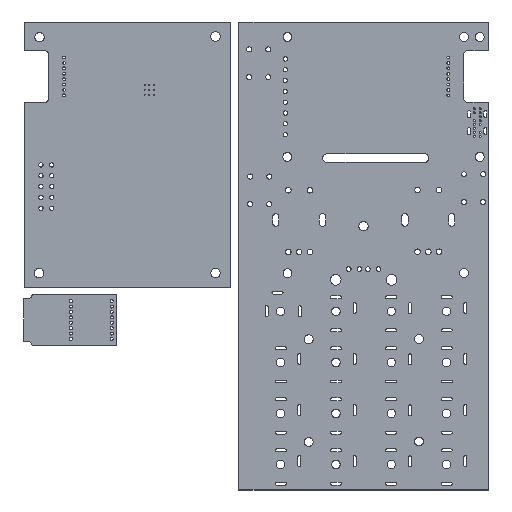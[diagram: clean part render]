
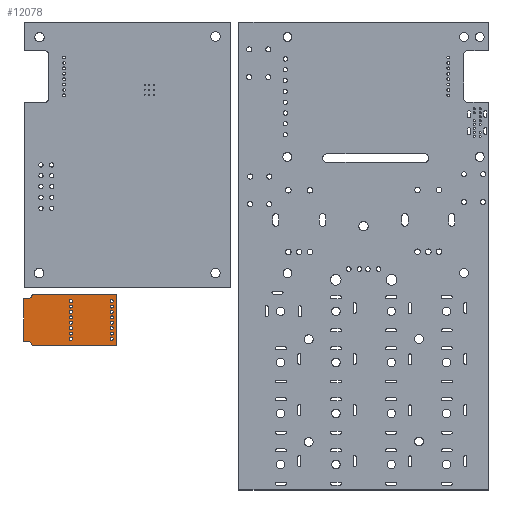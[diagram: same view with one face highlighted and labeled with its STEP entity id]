
A CAD part, top view. The second image highlights one B-rep face of the part: STEP entity #12078.
In plain terms, the highlighted planar face has unit normal (0, 0, 1).
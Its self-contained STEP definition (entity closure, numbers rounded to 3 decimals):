
#11755 = VERTEX_POINT('',#11756);
#11756 = CARTESIAN_POINT('',(48.3,-128.1,1.51));
#11762 = EDGE_CURVE('',#11755,#11763,#11765,.T.);
#11763 = VERTEX_POINT('',#11764);
#11764 = CARTESIAN_POINT('',(28.4,-128.1,1.51));
#11765 = LINE('',#11766,#11767);
#11766 = CARTESIAN_POINT('',(48.3,-128.1,1.51));
#11767 = VECTOR('',#11768,1.);
#11768 = DIRECTION('',(-1.,0.,0.));
#11795 = VERTEX_POINT('',#11796);
#11796 = CARTESIAN_POINT('',(48.3,-116.,1.51));
#11802 = EDGE_CURVE('',#11795,#11755,#11803,.T.);
#11803 = LINE('',#11804,#11805);
#11804 = CARTESIAN_POINT('',(48.3,-116.,1.51));
#11805 = VECTOR('',#11806,1.);
#11806 = DIRECTION('',(0.,-1.,0.));
#11824 = EDGE_CURVE('',#11763,#11825,#11827,.T.);
#11825 = VERTEX_POINT('',#11826);
#11826 = CARTESIAN_POINT('',(27.4,-127.1,1.51));
#11827 = CIRCLE('',#11828,1.);
#11828 = AXIS2_PLACEMENT_3D('',#11829,#11830,#11831);
#11829 = CARTESIAN_POINT('',(27.4,-128.1,1.51));
#11830 = DIRECTION('',(0.,0.,1.));
#11831 = DIRECTION('',(1.,0.,0.));
#12078 = ADVANCED_FACE('',(#12079,#12123,#12134,#12145,#12156,#12167,
    #12178,#12189,#12200,#12211,#12222,#12233,#12244,#12255,#12266,
    #12277,#12288),#12299,.T.);
#12079 = FACE_BOUND('',#12080,.T.);
#12080 = EDGE_LOOP('',(#12081,#12082,#12083,#12091,#12100,#12108,#12116,
    #12122));
#12081 = ORIENTED_EDGE('',*,*,#11762,.F.);
#12082 = ORIENTED_EDGE('',*,*,#11802,.F.);
#12083 = ORIENTED_EDGE('',*,*,#12084,.F.);
#12084 = EDGE_CURVE('',#12085,#11795,#12087,.T.);
#12085 = VERTEX_POINT('',#12086);
#12086 = CARTESIAN_POINT('',(28.4,-116.,1.51));
#12087 = LINE('',#12088,#12089);
#12088 = CARTESIAN_POINT('',(28.4,-116.,1.51));
#12089 = VECTOR('',#12090,1.);
#12090 = DIRECTION('',(1.,0.,0.));
#12091 = ORIENTED_EDGE('',*,*,#12092,.F.);
#12092 = EDGE_CURVE('',#12093,#12085,#12095,.T.);
#12093 = VERTEX_POINT('',#12094);
#12094 = CARTESIAN_POINT('',(27.4,-117.,1.51));
#12095 = CIRCLE('',#12096,1.);
#12096 = AXIS2_PLACEMENT_3D('',#12097,#12098,#12099);
#12097 = CARTESIAN_POINT('',(27.4,-116.,1.51));
#12098 = DIRECTION('',(0.,0.,1.));
#12099 = DIRECTION('',(0.,-1.,0.));
#12100 = ORIENTED_EDGE('',*,*,#12101,.F.);
#12101 = EDGE_CURVE('',#12102,#12093,#12104,.T.);
#12102 = VERTEX_POINT('',#12103);
#12103 = CARTESIAN_POINT('',(26.4,-117.,1.51));
#12104 = LINE('',#12105,#12106);
#12105 = CARTESIAN_POINT('',(26.4,-117.,1.51));
#12106 = VECTOR('',#12107,1.);
#12107 = DIRECTION('',(1.,0.,0.));
#12108 = ORIENTED_EDGE('',*,*,#12109,.F.);
#12109 = EDGE_CURVE('',#12110,#12102,#12112,.T.);
#12110 = VERTEX_POINT('',#12111);
#12111 = CARTESIAN_POINT('',(26.4,-127.1,1.51));
#12112 = LINE('',#12113,#12114);
#12113 = CARTESIAN_POINT('',(26.4,-127.1,1.51));
#12114 = VECTOR('',#12115,1.);
#12115 = DIRECTION('',(0.,1.,0.));
#12116 = ORIENTED_EDGE('',*,*,#12117,.F.);
#12117 = EDGE_CURVE('',#11825,#12110,#12118,.T.);
#12118 = LINE('',#12119,#12120);
#12119 = CARTESIAN_POINT('',(27.4,-127.1,1.51));
#12120 = VECTOR('',#12121,1.);
#12121 = DIRECTION('',(-1.,0.,0.));
#12122 = ORIENTED_EDGE('',*,*,#11824,.F.);
#12123 = FACE_BOUND('',#12124,.T.);
#12124 = EDGE_LOOP('',(#12125));
#12125 = ORIENTED_EDGE('',*,*,#12126,.T.);
#12126 = EDGE_CURVE('',#12127,#12127,#12129,.T.);
#12127 = VERTEX_POINT('',#12128);
#12128 = CARTESIAN_POINT('',(37.5,-126.845,1.51));
#12129 = CIRCLE('',#12130,0.35);
#12130 = AXIS2_PLACEMENT_3D('',#12131,#12132,#12133);
#12131 = CARTESIAN_POINT('',(37.5,-126.495,1.51));
#12132 = DIRECTION('',(-0.,0.,-1.));
#12133 = DIRECTION('',(-0.,-1.,0.));
#12134 = FACE_BOUND('',#12135,.T.);
#12135 = EDGE_LOOP('',(#12136));
#12136 = ORIENTED_EDGE('',*,*,#12137,.T.);
#12137 = EDGE_CURVE('',#12138,#12138,#12140,.T.);
#12138 = VERTEX_POINT('',#12139);
#12139 = CARTESIAN_POINT('',(37.5,-125.575,1.51));
#12140 = CIRCLE('',#12141,0.35);
#12141 = AXIS2_PLACEMENT_3D('',#12142,#12143,#12144);
#12142 = CARTESIAN_POINT('',(37.5,-125.225,1.51));
#12143 = DIRECTION('',(-0.,0.,-1.));
#12144 = DIRECTION('',(-0.,-1.,0.));
#12145 = FACE_BOUND('',#12146,.T.);
#12146 = EDGE_LOOP('',(#12147));
#12147 = ORIENTED_EDGE('',*,*,#12148,.T.);
#12148 = EDGE_CURVE('',#12149,#12149,#12151,.T.);
#12149 = VERTEX_POINT('',#12150);
#12150 = CARTESIAN_POINT('',(37.5,-124.305,1.51));
#12151 = CIRCLE('',#12152,0.35);
#12152 = AXIS2_PLACEMENT_3D('',#12153,#12154,#12155);
#12153 = CARTESIAN_POINT('',(37.5,-123.955,1.51));
#12154 = DIRECTION('',(-0.,0.,-1.));
#12155 = DIRECTION('',(-0.,-1.,0.));
#12156 = FACE_BOUND('',#12157,.T.);
#12157 = EDGE_LOOP('',(#12158));
#12158 = ORIENTED_EDGE('',*,*,#12159,.T.);
#12159 = EDGE_CURVE('',#12160,#12160,#12162,.T.);
#12160 = VERTEX_POINT('',#12161);
#12161 = CARTESIAN_POINT('',(37.5,-123.035,1.51));
#12162 = CIRCLE('',#12163,0.35);
#12163 = AXIS2_PLACEMENT_3D('',#12164,#12165,#12166);
#12164 = CARTESIAN_POINT('',(37.5,-122.685,1.51));
#12165 = DIRECTION('',(-0.,0.,-1.));
#12166 = DIRECTION('',(-0.,-1.,0.));
#12167 = FACE_BOUND('',#12168,.T.);
#12168 = EDGE_LOOP('',(#12169));
#12169 = ORIENTED_EDGE('',*,*,#12170,.T.);
#12170 = EDGE_CURVE('',#12171,#12171,#12173,.T.);
#12171 = VERTEX_POINT('',#12172);
#12172 = CARTESIAN_POINT('',(47.1,-126.845,1.51));
#12173 = CIRCLE('',#12174,0.35);
#12174 = AXIS2_PLACEMENT_3D('',#12175,#12176,#12177);
#12175 = CARTESIAN_POINT('',(47.1,-126.495,1.51));
#12176 = DIRECTION('',(-0.,0.,-1.));
#12177 = DIRECTION('',(0.,-1.,-0.));
#12178 = FACE_BOUND('',#12179,.T.);
#12179 = EDGE_LOOP('',(#12180));
#12180 = ORIENTED_EDGE('',*,*,#12181,.T.);
#12181 = EDGE_CURVE('',#12182,#12182,#12184,.T.);
#12182 = VERTEX_POINT('',#12183);
#12183 = CARTESIAN_POINT('',(47.1,-125.575,1.51));
#12184 = CIRCLE('',#12185,0.35);
#12185 = AXIS2_PLACEMENT_3D('',#12186,#12187,#12188);
#12186 = CARTESIAN_POINT('',(47.1,-125.225,1.51));
#12187 = DIRECTION('',(-0.,0.,-1.));
#12188 = DIRECTION('',(0.,-1.,-0.));
#12189 = FACE_BOUND('',#12190,.T.);
#12190 = EDGE_LOOP('',(#12191));
#12191 = ORIENTED_EDGE('',*,*,#12192,.T.);
#12192 = EDGE_CURVE('',#12193,#12193,#12195,.T.);
#12193 = VERTEX_POINT('',#12194);
#12194 = CARTESIAN_POINT('',(47.1,-124.305,1.51));
#12195 = CIRCLE('',#12196,0.35);
#12196 = AXIS2_PLACEMENT_3D('',#12197,#12198,#12199);
#12197 = CARTESIAN_POINT('',(47.1,-123.955,1.51));
#12198 = DIRECTION('',(-0.,0.,-1.));
#12199 = DIRECTION('',(0.,-1.,-0.));
#12200 = FACE_BOUND('',#12201,.T.);
#12201 = EDGE_LOOP('',(#12202));
#12202 = ORIENTED_EDGE('',*,*,#12203,.T.);
#12203 = EDGE_CURVE('',#12204,#12204,#12206,.T.);
#12204 = VERTEX_POINT('',#12205);
#12205 = CARTESIAN_POINT('',(47.1,-123.035,1.51));
#12206 = CIRCLE('',#12207,0.35);
#12207 = AXIS2_PLACEMENT_3D('',#12208,#12209,#12210);
#12208 = CARTESIAN_POINT('',(47.1,-122.685,1.51));
#12209 = DIRECTION('',(-0.,0.,-1.));
#12210 = DIRECTION('',(0.,-1.,-0.));
#12211 = FACE_BOUND('',#12212,.T.);
#12212 = EDGE_LOOP('',(#12213));
#12213 = ORIENTED_EDGE('',*,*,#12214,.T.);
#12214 = EDGE_CURVE('',#12215,#12215,#12217,.T.);
#12215 = VERTEX_POINT('',#12216);
#12216 = CARTESIAN_POINT('',(37.5,-121.765,1.51));
#12217 = CIRCLE('',#12218,0.35);
#12218 = AXIS2_PLACEMENT_3D('',#12219,#12220,#12221);
#12219 = CARTESIAN_POINT('',(37.5,-121.415,1.51));
#12220 = DIRECTION('',(-0.,0.,-1.));
#12221 = DIRECTION('',(-0.,-1.,0.));
#12222 = FACE_BOUND('',#12223,.T.);
#12223 = EDGE_LOOP('',(#12224));
#12224 = ORIENTED_EDGE('',*,*,#12225,.T.);
#12225 = EDGE_CURVE('',#12226,#12226,#12228,.T.);
#12226 = VERTEX_POINT('',#12227);
#12227 = CARTESIAN_POINT('',(37.5,-120.495,1.51));
#12228 = CIRCLE('',#12229,0.35);
#12229 = AXIS2_PLACEMENT_3D('',#12230,#12231,#12232);
#12230 = CARTESIAN_POINT('',(37.5,-120.145,1.51));
#12231 = DIRECTION('',(-0.,0.,-1.));
#12232 = DIRECTION('',(-0.,-1.,0.));
#12233 = FACE_BOUND('',#12234,.T.);
#12234 = EDGE_LOOP('',(#12235));
#12235 = ORIENTED_EDGE('',*,*,#12236,.T.);
#12236 = EDGE_CURVE('',#12237,#12237,#12239,.T.);
#12237 = VERTEX_POINT('',#12238);
#12238 = CARTESIAN_POINT('',(37.5,-119.225,1.51));
#12239 = CIRCLE('',#12240,0.35);
#12240 = AXIS2_PLACEMENT_3D('',#12241,#12242,#12243);
#12241 = CARTESIAN_POINT('',(37.5,-118.875,1.51));
#12242 = DIRECTION('',(-0.,0.,-1.));
#12243 = DIRECTION('',(-0.,-1.,0.));
#12244 = FACE_BOUND('',#12245,.T.);
#12245 = EDGE_LOOP('',(#12246));
#12246 = ORIENTED_EDGE('',*,*,#12247,.T.);
#12247 = EDGE_CURVE('',#12248,#12248,#12250,.T.);
#12248 = VERTEX_POINT('',#12249);
#12249 = CARTESIAN_POINT('',(37.5,-117.955,1.51));
#12250 = CIRCLE('',#12251,0.35);
#12251 = AXIS2_PLACEMENT_3D('',#12252,#12253,#12254);
#12252 = CARTESIAN_POINT('',(37.5,-117.605,1.51));
#12253 = DIRECTION('',(-0.,0.,-1.));
#12254 = DIRECTION('',(-0.,-1.,0.));
#12255 = FACE_BOUND('',#12256,.T.);
#12256 = EDGE_LOOP('',(#12257));
#12257 = ORIENTED_EDGE('',*,*,#12258,.T.);
#12258 = EDGE_CURVE('',#12259,#12259,#12261,.T.);
#12259 = VERTEX_POINT('',#12260);
#12260 = CARTESIAN_POINT('',(47.1,-121.765,1.51));
#12261 = CIRCLE('',#12262,0.35);
#12262 = AXIS2_PLACEMENT_3D('',#12263,#12264,#12265);
#12263 = CARTESIAN_POINT('',(47.1,-121.415,1.51));
#12264 = DIRECTION('',(-0.,0.,-1.));
#12265 = DIRECTION('',(0.,-1.,-0.));
#12266 = FACE_BOUND('',#12267,.T.);
#12267 = EDGE_LOOP('',(#12268));
#12268 = ORIENTED_EDGE('',*,*,#12269,.T.);
#12269 = EDGE_CURVE('',#12270,#12270,#12272,.T.);
#12270 = VERTEX_POINT('',#12271);
#12271 = CARTESIAN_POINT('',(47.1,-120.495,1.51));
#12272 = CIRCLE('',#12273,0.35);
#12273 = AXIS2_PLACEMENT_3D('',#12274,#12275,#12276);
#12274 = CARTESIAN_POINT('',(47.1,-120.145,1.51));
#12275 = DIRECTION('',(-0.,0.,-1.));
#12276 = DIRECTION('',(0.,-1.,-0.));
#12277 = FACE_BOUND('',#12278,.T.);
#12278 = EDGE_LOOP('',(#12279));
#12279 = ORIENTED_EDGE('',*,*,#12280,.T.);
#12280 = EDGE_CURVE('',#12281,#12281,#12283,.T.);
#12281 = VERTEX_POINT('',#12282);
#12282 = CARTESIAN_POINT('',(47.1,-119.225,1.51));
#12283 = CIRCLE('',#12284,0.35);
#12284 = AXIS2_PLACEMENT_3D('',#12285,#12286,#12287);
#12285 = CARTESIAN_POINT('',(47.1,-118.875,1.51));
#12286 = DIRECTION('',(-0.,0.,-1.));
#12287 = DIRECTION('',(0.,-1.,-0.));
#12288 = FACE_BOUND('',#12289,.T.);
#12289 = EDGE_LOOP('',(#12290));
#12290 = ORIENTED_EDGE('',*,*,#12291,.T.);
#12291 = EDGE_CURVE('',#12292,#12292,#12294,.T.);
#12292 = VERTEX_POINT('',#12293);
#12293 = CARTESIAN_POINT('',(47.1,-117.955,1.51));
#12294 = CIRCLE('',#12295,0.35);
#12295 = AXIS2_PLACEMENT_3D('',#12296,#12297,#12298);
#12296 = CARTESIAN_POINT('',(47.1,-117.605,1.51));
#12297 = DIRECTION('',(-0.,0.,-1.));
#12298 = DIRECTION('',(0.,-1.,-0.));
#12299 = PLANE('',#12300);
#12300 = AXIS2_PLACEMENT_3D('',#12301,#12302,#12303);
#12301 = CARTESIAN_POINT('',(0.,0.,1.51));
#12302 = DIRECTION('',(0.,0.,1.));
#12303 = DIRECTION('',(1.,0.,-0.));
